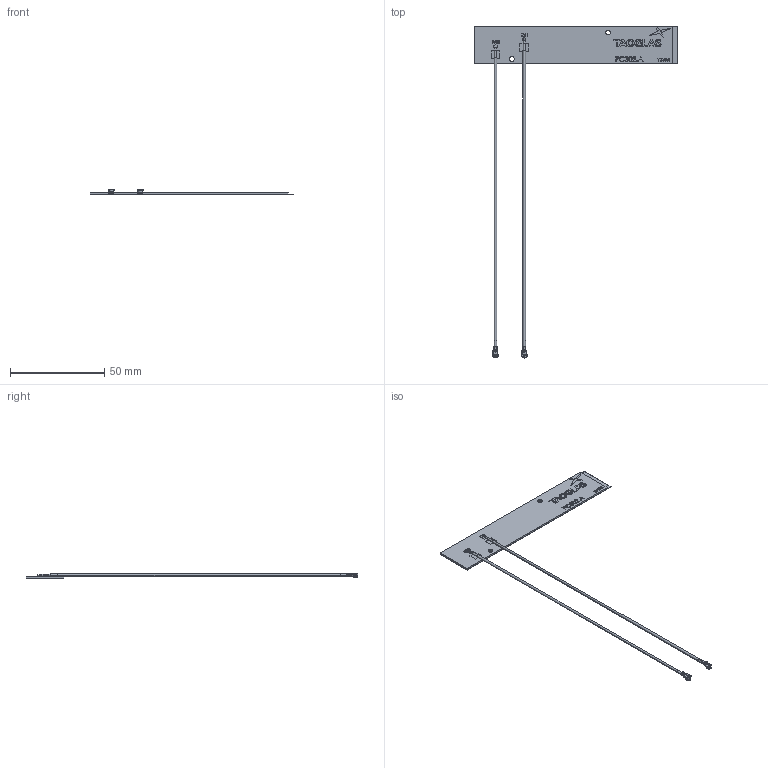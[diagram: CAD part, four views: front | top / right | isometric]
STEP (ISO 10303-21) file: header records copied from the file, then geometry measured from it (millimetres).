
FILE_DESCRIPTION (( 'STEP AP214' ), '1' );
FILE_NAME ('PC302.A.001 WEB STEP.STEP', '2025-11-04T15:40:59', ( '' ), ( '' ), 'SwSTEP 2.0', 'SolidWorks 2024', '' );
FILE_SCHEMA (( 'AUTOMOTIVE_DESIGN' ));
Length unit declared in the file: millimetre
Products named in the file (1): PC302.A.001 WEB STEP
Bounding box: 108 x 176.04 x 2.83 mm (x, y, z)
Surface area: 14535 mm2 (no closed solid volume)
Topology: 0 solids, 9 shells, 1146 faces, 3236 edges, 2185 vertices
Faces by surface type: plane 742, cylinder 184, bspline 178, cone 42
Entity records: 44537 total; most frequent: CARTESIAN_POINT 16090, ORIENTED_EDGE 6452, DIRECTION 4892, EDGE_CURVE 3228, LINE 2342, VECTOR 2342, VERTEX_POINT 2185, AXIS2_PLACEMENT_3D 1275
